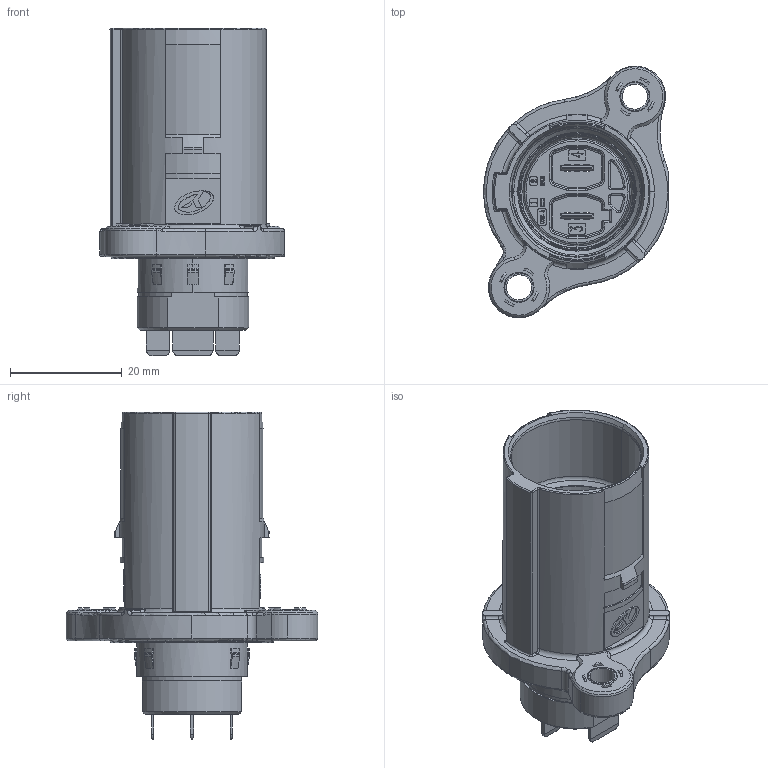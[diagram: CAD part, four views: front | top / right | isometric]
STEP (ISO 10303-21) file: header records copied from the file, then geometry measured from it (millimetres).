
FILE_DESCRIPTION (( 'STEP AP214' ), '1' );
FILE_NAME ('YG1176D²å×ù×é¼þ.STEP', '2023-05-23T03:00:42', ( 'China' ), ( 'Microsoft' ), 'SwSTEP 2.0', 'SolidWorks 2018', '' );
FILE_SCHEMA (( 'AUTOMOTIVE_DESIGN' ));
Length unit declared in the file: millimetre
Products named in the file (1): YG1176D脣釱郪璃
Bounding box: 33.15 x 45.16 x 58.75 mm (x, y, z)
Volume: 15720.3 mm3; surface area: 15877.7 mm2
Topology: 2 solids, 3 shells, 2134 faces, 5992 edges, 3816 vertices
Faces by surface type: plane 1063, cylinder 453, bspline 333, cone 144, torus 133, sphere 8
Entity records: 108069 total; most frequent: CARTESIAN_POINT 31629, ORIENTED_EDGE 11984, DIRECTION 9836, EDGE_CURVE 5992, VERTEX_POINT 3816, LINE 3522, VECTOR 3522, AXIS2_PLACEMENT_3D 3157
